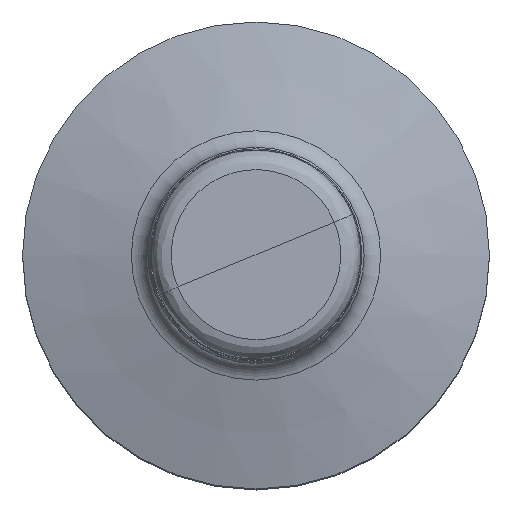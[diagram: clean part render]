
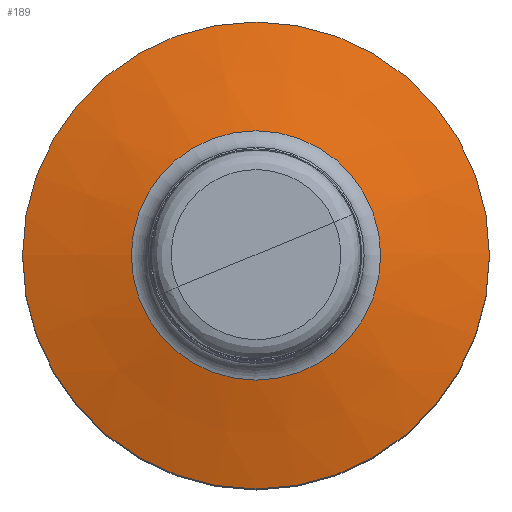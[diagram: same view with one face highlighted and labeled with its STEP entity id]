
A CAD part, top view. The second image highlights one B-rep face of the part: STEP entity #189.
In plain terms, the highlighted conical face has half-angle 75.069 degrees and reference radius 4.85 mm.
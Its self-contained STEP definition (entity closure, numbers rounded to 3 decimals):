
#189=ADVANCED_FACE('',(#249,#250),#234,.T.);
#234=CONICAL_SURFACE('',#724,4.85,75.069);
#249=FACE_BOUND('',#299,.T.);
#250=FACE_BOUND('',#300,.T.);
#299=EDGE_LOOP('',(#370));
#300=EDGE_LOOP('',(#371));
#370=ORIENTED_EDGE('',*,*,#602,.T.);
#371=ORIENTED_EDGE('',*,*,#603,.F.);
#537=VERTEX_POINT('',#1012);
#538=VERTEX_POINT('',#1014);
#602=EDGE_CURVE('',#537,#537,#686,.T.);
#603=EDGE_CURVE('',#538,#538,#687,.T.);
#686=CIRCLE('',#722,5.592);
#687=CIRCLE('',#723,10.475);
#722=AXIS2_PLACEMENT_3D('',#1011,#817,#818);
#723=AXIS2_PLACEMENT_3D('',#1013,#819,#820);
#724=AXIS2_PLACEMENT_3D('',#1015,#821,#822);
#817=DIRECTION('',(0.,0.,-1.));
#818=DIRECTION('',(-1.,0.,0.));
#819=DIRECTION('',(0.,0.,-1.));
#820=DIRECTION('',(-1.,0.,0.));
#821=DIRECTION('',(0.,0.,-1.));
#822=DIRECTION('',(-1.,0.,0.));
#1011=CARTESIAN_POINT('',(0.,0.,27.502));
#1012=CARTESIAN_POINT('',(-5.592,0.,27.502));
#1013=CARTESIAN_POINT('',(0.,0.,26.2));
#1014=CARTESIAN_POINT('',(-10.475,0.,26.2));
#1015=CARTESIAN_POINT('',(0.,0.,27.7));
